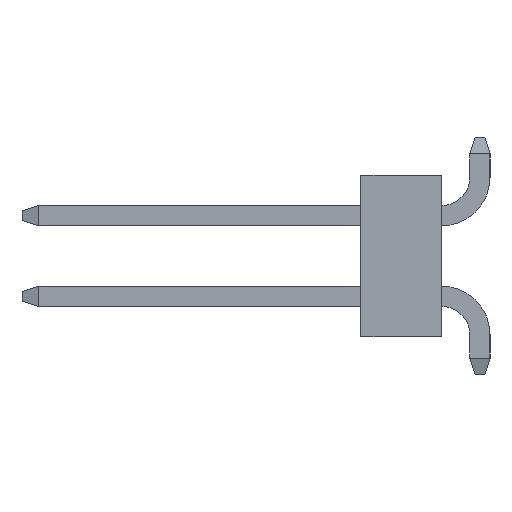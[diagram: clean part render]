
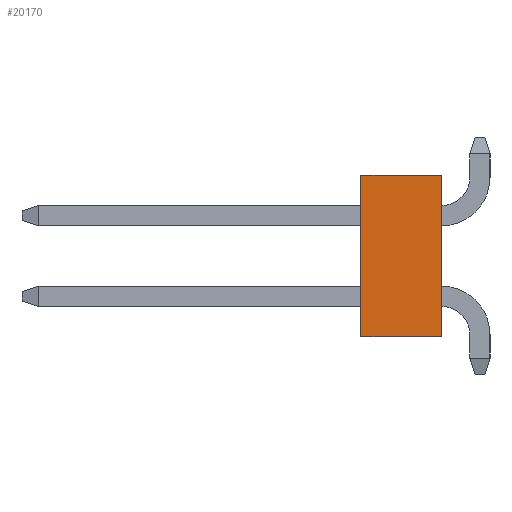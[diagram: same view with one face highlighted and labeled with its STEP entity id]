
A CAD part, left-side view. The second image highlights one B-rep face of the part: STEP entity #20170.
In plain terms, the highlighted planar face has unit normal (-1, 0, 0).
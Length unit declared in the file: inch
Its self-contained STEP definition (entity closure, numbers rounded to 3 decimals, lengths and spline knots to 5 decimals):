
#93 = CARTESIAN_POINT ( 'NONE',  ( -0.5, 0.06, -0.1 ) ) ;
#857 = FACE_OUTER_BOUND ( 'NONE', #16762, .T. ) ;
#1165 = DIRECTION ( 'NONE',  ( 0., 0., 1. ) ) ;
#2159 = CARTESIAN_POINT ( 'NONE',  ( -0.5, 0.16, 0.1 ) ) ;
#2423 = DIRECTION ( 'NONE',  ( 0., 0., -1. ) ) ;
#3449 = EDGE_CURVE ( 'NONE', #23972, #7180, #11376, .T. ) ;
#6141 = VERTEX_POINT ( 'NONE', #16978 ) ;
#6606 = CARTESIAN_POINT ( 'NONE',  ( -0.5, 0.16, -0.1 ) ) ;
#7180 = VERTEX_POINT ( 'NONE', #10888 ) ;
#7267 = AXIS2_PLACEMENT_3D ( 'NONE', #2159, #20955, #2423 ) ;
#8015 = CARTESIAN_POINT ( 'NONE',  ( -0.5, 0.16, 0.1 ) ) ;
#9214 = CARTESIAN_POINT ( 'NONE',  ( -0.5, 0.06, 0.1 ) ) ;
#10016 = DIRECTION ( 'NONE',  ( 0., -1., 0. ) ) ;
#10084 = EDGE_CURVE ( 'NONE', #10877, #23972, #18970, .T. ) ;
#10746 = VECTOR ( 'NONE', #1165, 39.37008 ) ;
#10877 = VERTEX_POINT ( 'NONE', #6606 ) ;
#10888 = CARTESIAN_POINT ( 'NONE',  ( -0.5, 0.06, 0.1 ) ) ;
#11070 = VECTOR ( 'NONE', #15835, 39.37008 ) ;
#11376 = LINE ( 'NONE', #9214, #10746 ) ;
#13562 = ORIENTED_EDGE ( 'NONE', *, *, #3449, .T. ) ;
#13743 = CARTESIAN_POINT ( 'NONE',  ( -0.5, 0.16, 0.1 ) ) ;
#14175 = DIRECTION ( 'NONE',  ( 0., 0., 1. ) ) ;
#14262 = CARTESIAN_POINT ( 'NONE',  ( -0.5, 0.16, -0.1 ) ) ;
#14631 = PLANE ( 'NONE',  #7267 ) ;
#15835 = DIRECTION ( 'NONE',  ( 0., -1., 0. ) ) ;
#16074 = EDGE_CURVE ( 'NONE', #10877, #6141, #23878, .T. ) ;
#16762 = EDGE_LOOP ( 'NONE', ( #13562, #19524, #17423, #21013 ) ) ;
#16978 = CARTESIAN_POINT ( 'NONE',  ( -0.5, 0.16, 0.1 ) ) ;
#17423 = ORIENTED_EDGE ( 'NONE', *, *, #16074, .F. ) ;
#18456 = VECTOR ( 'NONE', #14175, 39.37008 ) ;
#18970 = LINE ( 'NONE', #14262, #25356 ) ;
#19524 = ORIENTED_EDGE ( 'NONE', *, *, #22945, .F. ) ;
#20170 = ADVANCED_FACE ( 'NONE', ( #857 ), #14631, .F. ) ;
#20955 = DIRECTION ( 'NONE',  ( 1., 0., 0. ) ) ;
#21013 = ORIENTED_EDGE ( 'NONE', *, *, #10084, .T. ) ;
#22945 = EDGE_CURVE ( 'NONE', #6141, #7180, #24926, .T. ) ;
#23878 = LINE ( 'NONE', #8015, #18456 ) ;
#23972 = VERTEX_POINT ( 'NONE', #93 ) ;
#24926 = LINE ( 'NONE', #13743, #11070 ) ;
#25356 = VECTOR ( 'NONE', #10016, 39.37008 ) ;
